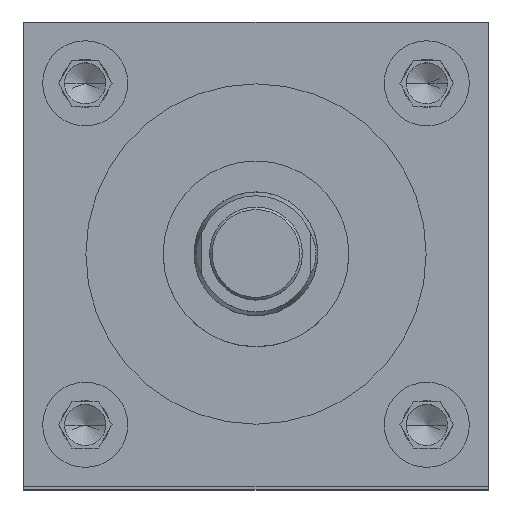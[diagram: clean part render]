
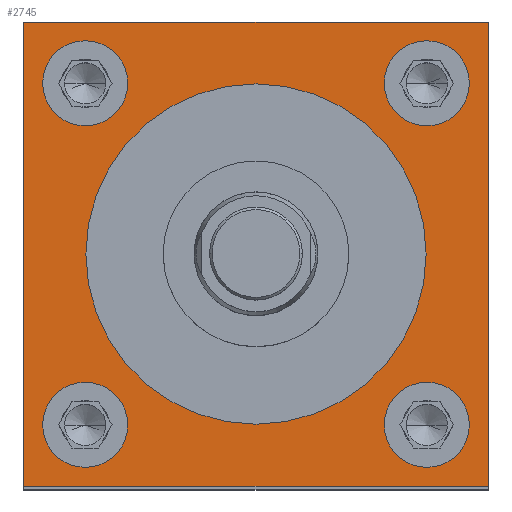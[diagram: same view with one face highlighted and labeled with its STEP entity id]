
A CAD part, top view. The second image highlights one B-rep face of the part: STEP entity #2745.
In plain terms, the highlighted planar face has unit normal (0, 0, 1).
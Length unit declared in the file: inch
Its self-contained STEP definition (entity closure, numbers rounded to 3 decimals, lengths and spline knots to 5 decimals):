
#45 = EDGE_CURVE ( 'NONE', #237, #3832, #5142, .T. ) ;
#116 = EDGE_CURVE ( 'NONE', #6138, #3894, #6964, .T. ) ;
#139 = AXIS2_PLACEMENT_3D ( 'NONE', #4026, #1791, #6267 ) ;
#164 = AXIS2_PLACEMENT_3D ( 'NONE', #5198, #1927, #2484 ) ;
#216 = DIRECTION ( 'NONE',  ( 1., 0., 0. ) ) ;
#237 = VERTEX_POINT ( 'NONE', #4762 ) ;
#240 = CARTESIAN_POINT ( 'NONE',  ( 0., 0., 18.25 ) ) ;
#294 = EDGE_LOOP ( 'NONE', ( #6860, #5275 ) ) ;
#318 = VERTEX_POINT ( 'NONE', #1559 ) ;
#376 = CARTESIAN_POINT ( 'NONE',  ( -1.375, 0., 18.25 ) ) ;
#427 = VERTEX_POINT ( 'NONE', #5921 ) ;
#432 = EDGE_CURVE ( 'NONE', #1124, #2258, #5987, .T. ) ;
#518 = ORIENTED_EDGE ( 'NONE', *, *, #1044, .F. ) ;
#536 = VECTOR ( 'NONE', #1879, 39.37008 ) ;
#594 = CIRCLE ( 'NONE', #4889, 0.3435 ) ;
#615 = AXIS2_PLACEMENT_3D ( 'NONE', #5786, #4744, #3049 ) ;
#644 = VERTEX_POINT ( 'NONE', #376 ) ;
#646 = PLANE ( 'NONE',  #139 ) ;
#650 = ORIENTED_EDGE ( 'NONE', *, *, #3558, .T. ) ;
#685 = FACE_BOUND ( 'NONE', #4226, .T. ) ;
#725 = CARTESIAN_POINT ( 'NONE',  ( -1.875, -1.875, 18.25 ) ) ;
#830 = ORIENTED_EDGE ( 'NONE', *, *, #6183, .F. ) ;
#844 = DIRECTION ( 'NONE',  ( 0., 0., 1. ) ) ;
#879 = CARTESIAN_POINT ( 'NONE',  ( 1.0365, 1.38, 18.25 ) ) ;
#938 = CARTESIAN_POINT ( 'NONE',  ( 1.38, 1.38, 18.25 ) ) ;
#951 = DIRECTION ( 'NONE',  ( 0., 0., 1. ) ) ;
#1015 = CARTESIAN_POINT ( 'NONE',  ( -1.875, 1.875, 18.25 ) ) ;
#1031 = DIRECTION ( 'NONE',  ( 1., 0., 0. ) ) ;
#1044 = EDGE_CURVE ( 'NONE', #3832, #237, #594, .T. ) ;
#1124 = VERTEX_POINT ( 'NONE', #3302 ) ;
#1176 = FACE_BOUND ( 'NONE', #5837, .T. ) ;
#1181 = AXIS2_PLACEMENT_3D ( 'NONE', #938, #5325, #3175 ) ;
#1266 = ORIENTED_EDGE ( 'NONE', *, *, #116, .F. ) ;
#1347 = AXIS2_PLACEMENT_3D ( 'NONE', #240, #1843, #2403 ) ;
#1375 = VERTEX_POINT ( 'NONE', #6414 ) ;
#1397 = EDGE_LOOP ( 'NONE', ( #6187, #830 ) ) ;
#1455 = EDGE_LOOP ( 'NONE', ( #650, #6364, #5552, #4004 ) ) ;
#1490 = DIRECTION ( 'NONE',  ( 1., 0., 0. ) ) ;
#1559 = CARTESIAN_POINT ( 'NONE',  ( 1.0365, -1.38, 18.25 ) ) ;
#1758 = CARTESIAN_POINT ( 'NONE',  ( -1.7235, -1.38, 18.25 ) ) ;
#1791 = DIRECTION ( 'NONE',  ( 0., 0., -1. ) ) ;
#1843 = DIRECTION ( 'NONE',  ( 0., 0., 1. ) ) ;
#1879 = DIRECTION ( 'NONE',  ( 1., 0., 0. ) ) ;
#1901 = ORIENTED_EDGE ( 'NONE', *, *, #45, .F. ) ;
#1914 = DIRECTION ( 'NONE',  ( 0., -1., 0. ) ) ;
#1927 = DIRECTION ( 'NONE',  ( 0., 0., 1. ) ) ;
#1963 = CARTESIAN_POINT ( 'NONE',  ( -1.0365, 1.38, 18.25 ) ) ;
#2014 = EDGE_CURVE ( 'NONE', #2144, #1375, #3130, .T. ) ;
#2026 = CARTESIAN_POINT ( 'NONE',  ( -1.38, -1.38, 18.25 ) ) ;
#2076 = DIRECTION ( 'NONE',  ( -1., 0., 0. ) ) ;
#2144 = VERTEX_POINT ( 'NONE', #1963 ) ;
#2226 = ORIENTED_EDGE ( 'NONE', *, *, #3228, .F. ) ;
#2258 = VERTEX_POINT ( 'NONE', #6346 ) ;
#2301 = EDGE_CURVE ( 'NONE', #4629, #644, #6666, .T. ) ;
#2365 = DIRECTION ( 'NONE',  ( 0., 0., 1. ) ) ;
#2403 = DIRECTION ( 'NONE',  ( 1., 0., 0. ) ) ;
#2484 = DIRECTION ( 'NONE',  ( 1., 0., 0. ) ) ;
#2587 = VERTEX_POINT ( 'NONE', #3296 ) ;
#2745 = ADVANCED_FACE ( 'NONE', ( #6841, #6758, #685, #4065, #1176, #4547 ), #646, .F. ) ;
#2801 = CARTESIAN_POINT ( 'NONE',  ( 1.875, -1.875, 18.25 ) ) ;
#2871 = AXIS2_PLACEMENT_3D ( 'NONE', #3766, #7071, #4416 ) ;
#3049 = DIRECTION ( 'NONE',  ( 1., 0., 0. ) ) ;
#3130 = CIRCLE ( 'NONE', #3934, 0.3435 ) ;
#3164 = EDGE_CURVE ( 'NONE', #2587, #318, #4208, .T. ) ;
#3175 = DIRECTION ( 'NONE',  ( 1., 0., 0. ) ) ;
#3190 = DIRECTION ( 'NONE',  ( 0., 0., 1. ) ) ;
#3192 = DIRECTION ( 'NONE',  ( 1., 0., 0. ) ) ;
#3201 = AXIS2_PLACEMENT_3D ( 'NONE', #2026, #5364, #5950 ) ;
#3203 = EDGE_LOOP ( 'NONE', ( #5143, #1266 ) ) ;
#3228 = EDGE_CURVE ( 'NONE', #644, #4629, #6509, .T. ) ;
#3272 = ORIENTED_EDGE ( 'NONE', *, *, #2301, .F. ) ;
#3296 = CARTESIAN_POINT ( 'NONE',  ( 1.7235, -1.38, 18.25 ) ) ;
#3302 = CARTESIAN_POINT ( 'NONE',  ( 1.875, 1.875, 18.25 ) ) ;
#3398 = EDGE_CURVE ( 'NONE', #3894, #6138, #5731, .T. ) ;
#3496 = EDGE_CURVE ( 'NONE', #427, #6716, #4221, .T. ) ;
#3555 = CARTESIAN_POINT ( 'NONE',  ( 1.875, -1.875, 18.25 ) ) ;
#3558 = EDGE_CURVE ( 'NONE', #2258, #427, #3644, .T. ) ;
#3644 = LINE ( 'NONE', #6881, #4093 ) ;
#3766 = CARTESIAN_POINT ( 'NONE',  ( 1.38, -1.38, 18.25 ) ) ;
#3832 = VERTEX_POINT ( 'NONE', #1758 ) ;
#3840 = CARTESIAN_POINT ( 'NONE',  ( -1.38, 1.38, 18.25 ) ) ;
#3894 = VERTEX_POINT ( 'NONE', #5144 ) ;
#3934 = AXIS2_PLACEMENT_3D ( 'NONE', #7027, #3190, #1490 ) ;
#4004 = ORIENTED_EDGE ( 'NONE', *, *, #432, .T. ) ;
#4026 = CARTESIAN_POINT ( 'NONE',  ( -1.875, 1.875, 18.25 ) ) ;
#4046 = AXIS2_PLACEMENT_3D ( 'NONE', #3840, #2365, #1031 ) ;
#4065 = FACE_BOUND ( 'NONE', #1397, .T. ) ;
#4093 = VECTOR ( 'NONE', #1914, 39.37008 ) ;
#4187 = EDGE_CURVE ( 'NONE', #6716, #1124, #6682, .T. ) ;
#4208 = CIRCLE ( 'NONE', #164, 0.3435 ) ;
#4221 = LINE ( 'NONE', #725, #536 ) ;
#4226 = EDGE_LOOP ( 'NONE', ( #1901, #518 ) ) ;
#4416 = DIRECTION ( 'NONE',  ( 1., 0., 0. ) ) ;
#4507 = EDGE_CURVE ( 'NONE', #318, #2587, #6215, .T. ) ;
#4547 = FACE_OUTER_BOUND ( 'NONE', #1455, .T. ) ;
#4629 = VERTEX_POINT ( 'NONE', #5092 ) ;
#4744 = DIRECTION ( 'NONE',  ( 0., 0., 1. ) ) ;
#4762 = CARTESIAN_POINT ( 'NONE',  ( -1.0365, -1.38, 18.25 ) ) ;
#4851 = CARTESIAN_POINT ( 'NONE',  ( 1.38, 1.38, 18.25 ) ) ;
#4889 = AXIS2_PLACEMENT_3D ( 'NONE', #5206, #844, #216 ) ;
#5092 = CARTESIAN_POINT ( 'NONE',  ( 1.375, 0., 18.25 ) ) ;
#5142 = CIRCLE ( 'NONE', #3201, 0.3435 ) ;
#5143 = ORIENTED_EDGE ( 'NONE', *, *, #3398, .F. ) ;
#5144 = CARTESIAN_POINT ( 'NONE',  ( 1.7235, 1.38, 18.25 ) ) ;
#5198 = CARTESIAN_POINT ( 'NONE',  ( 1.38, -1.38, 18.25 ) ) ;
#5206 = CARTESIAN_POINT ( 'NONE',  ( -1.38, -1.38, 18.25 ) ) ;
#5275 = ORIENTED_EDGE ( 'NONE', *, *, #4507, .F. ) ;
#5325 = DIRECTION ( 'NONE',  ( 0., 0., 1. ) ) ;
#5364 = DIRECTION ( 'NONE',  ( 0., 0., 1. ) ) ;
#5552 = ORIENTED_EDGE ( 'NONE', *, *, #4187, .T. ) ;
#5607 = VECTOR ( 'NONE', #6718, 39.37008 ) ;
#5731 = CIRCLE ( 'NONE', #6301, 0.3435 ) ;
#5786 = CARTESIAN_POINT ( 'NONE',  ( 0., 0., 18.25 ) ) ;
#5837 = EDGE_LOOP ( 'NONE', ( #3272, #2226 ) ) ;
#5921 = CARTESIAN_POINT ( 'NONE',  ( -1.875, -1.875, 18.25 ) ) ;
#5950 = DIRECTION ( 'NONE',  ( 1., 0., 0. ) ) ;
#5987 = LINE ( 'NONE', #1015, #6971 ) ;
#6015 = CIRCLE ( 'NONE', #4046, 0.3435 ) ;
#6138 = VERTEX_POINT ( 'NONE', #879 ) ;
#6183 = EDGE_CURVE ( 'NONE', #1375, #2144, #6015, .T. ) ;
#6187 = ORIENTED_EDGE ( 'NONE', *, *, #2014, .F. ) ;
#6215 = CIRCLE ( 'NONE', #2871, 0.3435 ) ;
#6267 = DIRECTION ( 'NONE',  ( -1., 0., 0. ) ) ;
#6301 = AXIS2_PLACEMENT_3D ( 'NONE', #4851, #951, #3192 ) ;
#6346 = CARTESIAN_POINT ( 'NONE',  ( -1.875, 1.875, 18.25 ) ) ;
#6364 = ORIENTED_EDGE ( 'NONE', *, *, #3496, .T. ) ;
#6414 = CARTESIAN_POINT ( 'NONE',  ( -1.7235, 1.38, 18.25 ) ) ;
#6509 = CIRCLE ( 'NONE', #615, 1.375 ) ;
#6666 = CIRCLE ( 'NONE', #1347, 1.375 ) ;
#6682 = LINE ( 'NONE', #2801, #5607 ) ;
#6716 = VERTEX_POINT ( 'NONE', #3555 ) ;
#6718 = DIRECTION ( 'NONE',  ( 0., 1., 0. ) ) ;
#6758 = FACE_BOUND ( 'NONE', #3203, .T. ) ;
#6841 = FACE_BOUND ( 'NONE', #294, .T. ) ;
#6860 = ORIENTED_EDGE ( 'NONE', *, *, #3164, .F. ) ;
#6881 = CARTESIAN_POINT ( 'NONE',  ( -1.875, -1.875, 18.25 ) ) ;
#6964 = CIRCLE ( 'NONE', #1181, 0.3435 ) ;
#6971 = VECTOR ( 'NONE', #2076, 39.37008 ) ;
#7027 = CARTESIAN_POINT ( 'NONE',  ( -1.38, 1.38, 18.25 ) ) ;
#7071 = DIRECTION ( 'NONE',  ( 0., 0., 1. ) ) ;
